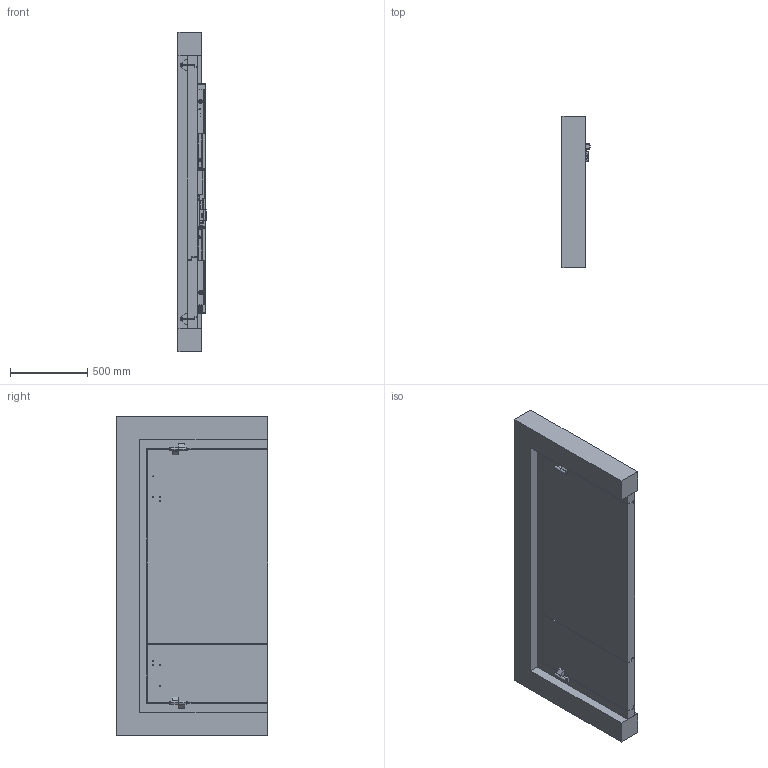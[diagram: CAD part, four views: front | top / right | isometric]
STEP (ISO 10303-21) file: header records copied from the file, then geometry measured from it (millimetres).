
FILE_DESCRIPTION(('CoCreate Modeling STEP Export'),'2;1');
FILE_NAME('TS5000_L-R-ISM_20540-K-010_O_Montageplatte.stp','2011-04-26T17:27:07',(''),(''),'CoCreate Modeling STEP processor for AP214 (Solid Model)','CoCreate Modeling 17.0B 09-Oct-2010 (C) Parametric Technology GmbH','');
FILE_SCHEMA(('AUTOMOTIVE_DESIGN { 1 0 10303 214 1 1 1 1 }'));
Length unit declared in the file: millimetre
Products named in the file (54): 20540-6-0920.1; Türblatt_SF; SF_TF; Türblatt_GF; Gf_TF; Rahmen; Band_SF.1; Band_GF.1; Band_GF; Band_SF; Baender.1; Schliesser_SF; Schliesser_GF; Mauerwerk; Holztuer_Schliesser_TS5000; 20540-2-0304.1; 20540-6-0865.1.1; 20540-1-0132_GF_RIS_EIS; 20540-2-0305.2; 20540-6-0865.1; 20540-1-0133_SF_RIS_EIS; 20540-6-0926.2.1.1; 20540-1-0142_Zubehoer-Sichtkappen_55mm; 20540-2-0307.1.1.1.1; 20540-2-0308.1.1; 20525-2-0211.1.1; 20540-2-0307.1.1.1; 20525-2-0211.1; 20540-6-0919.1; Einzelteile_R-ISM; Spannscheibe_DIN_6796-5-FST.4; ABC-Spax_5x55.2; Schraube_DIN912_M6x45_Tuflok_Mat_057153.2; Scheibe_DIN_9021_-_5.3_-_.1; 20540-1-0137_Schraubenzubehoer_R-ISM; TS5000_RIS-Gleitschiene; 20520-2-2170.1; 20510-2-2036_EZ1.1; TS5000; 20520-2-2170.1.1 ...
Assembly tree (62 placements, depth 5):
  TS5000_20540-K-010
    Auslösehebel.1
      20540-6-0873.1
      20540-6-0871.1
      133081_Steuerhebel
        Zylinderschraube_DIN_912_-_M6_x_14
        002728_Federscheibe_A6_DIN137
        20521-1-0173
          20521-2-0383_EZ1
          20521-2-0380
          20521-2-0357
    TS5000
      TS5000.1
        20510-2-2036_EZ1.1.1
        20520-2-2170.1.1
      TS5000
        20510-2-2036_EZ1.1
        20520-2-2170.1
    TS5000_RIS-Gleitschiene
      20540-1-0137_Schraubenzubehoer_R-ISM
        ABC-Spax_5x55.2  x5
        Schraube_DIN912_M6x45_Tuflok_Mat_057153.2  x2
        Scheibe_DIN_9021_-_5.3_-_.1
        Spannscheibe_DIN_6796-5-FST.4  x4
      Einzelteile_R-ISM
        20540-6-0919.1
        20525-2-0211.1
        20540-2-0307.1.1.1
        20525-2-0211.1.1
        20540-2-0308.1.1
        20540-2-0307.1.1.1.1
      20540-1-0142_Zubehoer-Sichtkappen_55mm
        20540-6-0926.2.1.1  x2
      20540-1-0133_SF_RIS_EIS
        20540-6-0865.1
        20540-2-0305.2
      20540-1-0132_GF_RIS_EIS
        20540-6-0865.1.1
        20540-2-0304.1
    Holztuer_Schliesser_TS5000
      Mauerwerk
      Schliesser_GF
      Schliesser_SF
      Baender.1
        Band_SF
        Band_GF
        Band_GF.1
        Band_SF.1
      Rahmen
      Gf_TF
        Türblatt_GF
      SF_TF
        Türblatt_SF
    20540-6-0920.1
Bounding box: 181.79 x 980 x 2073 mm (x, y, z)
Volume: 180710983.2 mm3; surface area: 7142177.2 mm2
Topology: 44 solids, 61 shells, 3036 faces, 8065 edges, 5240 vertices
Faces by surface type: plane 1457, cylinder 827, extrusion 357, cone 204, torus 135, bspline 28, sphere 28
Entity records: 113128 total; most frequent: CARTESIAN_POINT 42595, ORIENTED_EDGE 15406, DIRECTION 12415, EDGE_CURVE 7703, VERTEX_POINT 5043, VECTOR 4591, LINE 4234, AXIS2_PLACEMENT_3D 3912
